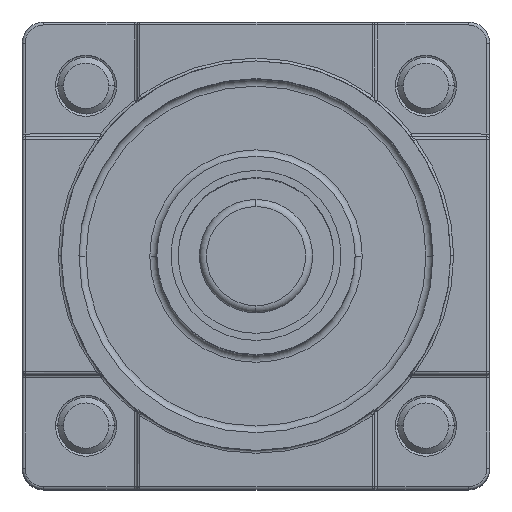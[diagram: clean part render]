
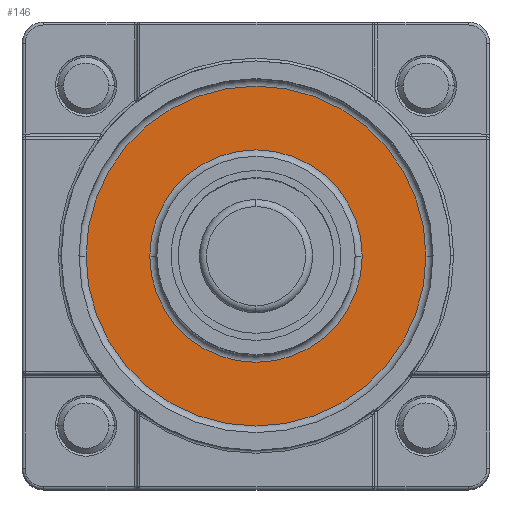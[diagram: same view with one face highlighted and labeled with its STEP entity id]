
A CAD part, top view. The second image highlights one B-rep face of the part: STEP entity #146.
In plain terms, the highlighted planar face has unit normal (0, 0, 1).
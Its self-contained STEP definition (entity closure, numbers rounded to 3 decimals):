
#146=ADVANCED_FACE('',(#826,#827),#828,.F.);
#826=FACE_OUTER_BOUND('',#2208,.T.);
#827=FACE_BOUND('',#2209,.T.);
#828=PLANE('',#2210);
#2208=EDGE_LOOP('',(#4580,#4581));
#2209=EDGE_LOOP('',(#4582,#4583));
#2210=AXIS2_PLACEMENT_3D('',#4584,#4585,#4586);
#4580=ORIENTED_EDGE('',*,*,#9078,.T.);
#4581=ORIENTED_EDGE('',*,*,#9075,.T.);
#4582=ORIENTED_EDGE('',*,*,#9079,.T.);
#4583=ORIENTED_EDGE('',*,*,#9080,.T.);
#4584=CARTESIAN_POINT('',(0.0,0.0,-11.6));
#4585=DIRECTION('',(0.0,0.0,-1.0));
#4586=DIRECTION('',(0.0,-1.0,0.0));
#9075=EDGE_CURVE('',#10572,#10573,#10574,.T.);
#9078=EDGE_CURVE('',#10573,#10572,#10577,.T.);
#9079=EDGE_CURVE('',#10578,#10579,#10580,.T.);
#9080=EDGE_CURVE('',#10579,#10578,#10581,.T.);
#10572=VERTEX_POINT('',#12969);
#10573=VERTEX_POINT('',#12970);
#10574=CIRCLE('',#12971,12.);
#10577=CIRCLE('',#12974,12.);
#10578=VERTEX_POINT('',#12975);
#10579=VERTEX_POINT('',#12976);
#10580=CIRCLE('',#12977,7.5);
#10581=CIRCLE('',#12978,7.5);
#12969=CARTESIAN_POINT('',(-12.,0.0,-11.6));
#12970=CARTESIAN_POINT('',(12.,0.0,-11.6));
#12971=AXIS2_PLACEMENT_3D('',#15957,#15958,#15959);
#12974=AXIS2_PLACEMENT_3D('',#15966,#15967,#15968);
#12975=CARTESIAN_POINT('',(7.5,0.0,-11.6));
#12976=CARTESIAN_POINT('',(-7.5,0.,-11.6));
#12977=AXIS2_PLACEMENT_3D('',#15969,#15970,#15971);
#12978=AXIS2_PLACEMENT_3D('',#15972,#15973,#15974);
#15957=CARTESIAN_POINT('',(0.0,0.0,-11.6));
#15958=DIRECTION('',(0.0,0.0,1.0));
#15959=DIRECTION('',(-1.0,0.,0.0));
#15966=CARTESIAN_POINT('',(0.0,0.0,-11.6));
#15967=DIRECTION('',(0.0,0.0,1.0));
#15968=DIRECTION('',(1.,0.,0.0));
#15969=CARTESIAN_POINT('',(0.0,0.0,-11.6));
#15970=DIRECTION('',(0.0,0.0,-1.0));
#15971=DIRECTION('',(1.0,0.0,0.0));
#15972=CARTESIAN_POINT('',(0.0,0.0,-11.6));
#15973=DIRECTION('',(0.0,0.0,-1.0));
#15974=DIRECTION('',(-1.0,0.0,0.0));
